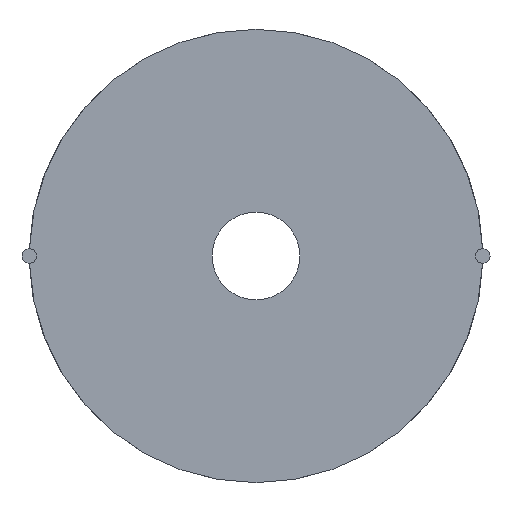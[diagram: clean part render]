
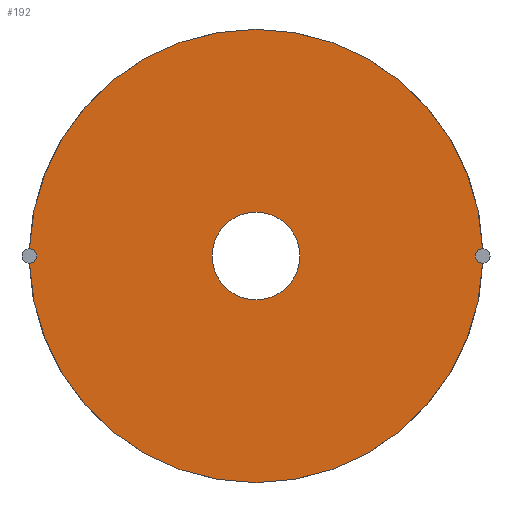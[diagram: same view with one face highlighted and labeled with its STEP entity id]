
A CAD part, front view. The second image highlights one B-rep face of the part: STEP entity #192.
In plain terms, the highlighted planar face has unit normal (0, -1, 0).
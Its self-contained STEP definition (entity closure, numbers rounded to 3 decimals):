
#5 = EDGE_CURVE ( 'NONE', #410, #188, #212, .T. ) ;
#12 = ORIENTED_EDGE ( 'NONE', *, *, #96, .F. ) ;
#20 = DIRECTION ( 'NONE',  ( 0., 1., 0. ) ) ;
#40 = VERTEX_POINT ( 'NONE', #555 ) ;
#43 = CARTESIAN_POINT ( 'NONE',  ( 0., 0., 0. ) ) ;
#64 = AXIS2_PLACEMENT_3D ( 'NONE', #429, #629, #163 ) ;
#96 = EDGE_CURVE ( 'NONE', #146, #464, #232, .T. ) ;
#97 = DIRECTION ( 'NONE',  ( 0., 0., 1. ) ) ;
#106 = AXIS2_PLACEMENT_3D ( 'NONE', #358, #458, #198 ) ;
#124 = DIRECTION ( 'NONE',  ( 0., 0., -1. ) ) ;
#146 = VERTEX_POINT ( 'NONE', #563 ) ;
#150 = CIRCLE ( 'NONE', #64, 3. ) ;
#163 = DIRECTION ( 'NONE',  ( 0., 0., 1. ) ) ;
#170 = ORIENTED_EDGE ( 'NONE', *, *, #372, .F. ) ;
#188 = VERTEX_POINT ( 'NONE', #499 ) ;
#192 = ADVANCED_FACE ( 'NONE', ( #462, #252 ), #505, .F. ) ;
#198 = DIRECTION ( 'NONE',  ( 0., 0., -1. ) ) ;
#205 = CARTESIAN_POINT ( 'NONE',  ( 0., 0., 15.5 ) ) ;
#212 = CIRCLE ( 'NONE', #106, 0.5 ) ;
#218 = CARTESIAN_POINT ( 'NONE',  ( 0., 0., 0. ) ) ;
#229 = DIRECTION ( 'NONE',  ( 0., 1., 0. ) ) ;
#232 = CIRCLE ( 'NONE', #340, 15.5 ) ;
#252 = FACE_OUTER_BOUND ( 'NONE', #360, .T. ) ;
#254 = VERTEX_POINT ( 'NONE', #205 ) ;
#267 = CIRCLE ( 'NONE', #552, 15.5 ) ;
#273 = DIRECTION ( 'NONE',  ( 0., 1., 0. ) ) ;
#277 = AXIS2_PLACEMENT_3D ( 'NONE', #334, #229, #387 ) ;
#279 = EDGE_CURVE ( 'NONE', #464, #410, #329, .T. ) ;
#296 = VERTEX_POINT ( 'NONE', #477 ) ;
#301 = EDGE_CURVE ( 'NONE', #441, #40, #583, .T. ) ;
#310 = CARTESIAN_POINT ( 'NONE',  ( 0., 0., 0. ) ) ;
#329 = CIRCLE ( 'NONE', #538, 15.5 ) ;
#334 = CARTESIAN_POINT ( 'NONE',  ( 0., 0., 0. ) ) ;
#340 = AXIS2_PLACEMENT_3D ( 'NONE', #310, #20, #396 ) ;
#358 = CARTESIAN_POINT ( 'NONE',  ( -15.5, 0., 0. ) ) ;
#360 = EDGE_LOOP ( 'NONE', ( #400, #365, #170, #518, #412, #12 ) ) ;
#365 = ORIENTED_EDGE ( 'NONE', *, *, #673, .F. ) ;
#370 = AXIS2_PLACEMENT_3D ( 'NONE', #534, #593, #124 ) ;
#372 = EDGE_CURVE ( 'NONE', #188, #254, #433, .T. ) ;
#379 = CARTESIAN_POINT ( 'NONE',  ( 0., 0., 3. ) ) ;
#383 = DIRECTION ( 'NONE',  ( 0., 0., 1. ) ) ;
#387 = DIRECTION ( 'NONE',  ( 0., 0., 1. ) ) ;
#396 = DIRECTION ( 'NONE',  ( 0., 0., 1. ) ) ;
#399 = DIRECTION ( 'NONE',  ( 0., 0., 1. ) ) ;
#400 = ORIENTED_EDGE ( 'NONE', *, *, #405, .F. ) ;
#405 = EDGE_CURVE ( 'NONE', #296, #146, #487, .T. ) ;
#410 = VERTEX_POINT ( 'NONE', #648 ) ;
#412 = ORIENTED_EDGE ( 'NONE', *, *, #279, .F. ) ;
#420 = CARTESIAN_POINT ( 'NONE',  ( 0., 0., -15.5 ) ) ;
#429 = CARTESIAN_POINT ( 'NONE',  ( 0., 0., 0. ) ) ;
#433 = CIRCLE ( 'NONE', #277, 15.5 ) ;
#441 = VERTEX_POINT ( 'NONE', #379 ) ;
#453 = DIRECTION ( 'NONE',  ( 0., 1., 0. ) ) ;
#458 = DIRECTION ( 'NONE',  ( 0., -1., 0. ) ) ;
#462 = FACE_BOUND ( 'NONE', #608, .T. ) ;
#464 = VERTEX_POINT ( 'NONE', #420 ) ;
#468 = CARTESIAN_POINT ( 'NONE',  ( 0., 0., 0. ) ) ;
#471 = DIRECTION ( 'NONE',  ( 0., 0., 1. ) ) ;
#477 = CARTESIAN_POINT ( 'NONE',  ( 15.492, 0., 0.5 ) ) ;
#487 = CIRCLE ( 'NONE', #370, 0.5 ) ;
#499 = CARTESIAN_POINT ( 'NONE',  ( -15.492, 0., 0.5 ) ) ;
#505 = PLANE ( 'NONE',  #597 ) ;
#510 = ORIENTED_EDGE ( 'NONE', *, *, #301, .F. ) ;
#518 = ORIENTED_EDGE ( 'NONE', *, *, #5, .F. ) ;
#529 = EDGE_CURVE ( 'NONE', #40, #441, #150, .T. ) ;
#534 = CARTESIAN_POINT ( 'NONE',  ( 15.5, 0., 0. ) ) ;
#538 = AXIS2_PLACEMENT_3D ( 'NONE', #43, #679, #471 ) ;
#552 = AXIS2_PLACEMENT_3D ( 'NONE', #218, #273, #383 ) ;
#555 = CARTESIAN_POINT ( 'NONE',  ( 0., 0., -3. ) ) ;
#563 = CARTESIAN_POINT ( 'NONE',  ( 15.492, 0., -0.5 ) ) ;
#579 = CARTESIAN_POINT ( 'NONE',  ( 0., 0., 0. ) ) ;
#583 = CIRCLE ( 'NONE', #604, 3. ) ;
#593 = DIRECTION ( 'NONE',  ( 0., -1., 0. ) ) ;
#597 = AXIS2_PLACEMENT_3D ( 'NONE', #468, #453, #399 ) ;
#604 = AXIS2_PLACEMENT_3D ( 'NONE', #579, #619, #97 ) ;
#608 = EDGE_LOOP ( 'NONE', ( #510, #614 ) ) ;
#614 = ORIENTED_EDGE ( 'NONE', *, *, #529, .F. ) ;
#619 = DIRECTION ( 'NONE',  ( 0., -1., 0. ) ) ;
#629 = DIRECTION ( 'NONE',  ( 0., -1., 0. ) ) ;
#648 = CARTESIAN_POINT ( 'NONE',  ( -15.492, 0., -0.5 ) ) ;
#673 = EDGE_CURVE ( 'NONE', #254, #296, #267, .T. ) ;
#679 = DIRECTION ( 'NONE',  ( 0., 1., 0. ) ) ;
